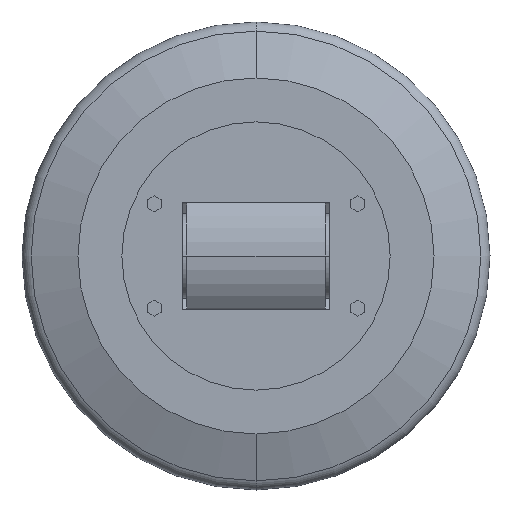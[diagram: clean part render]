
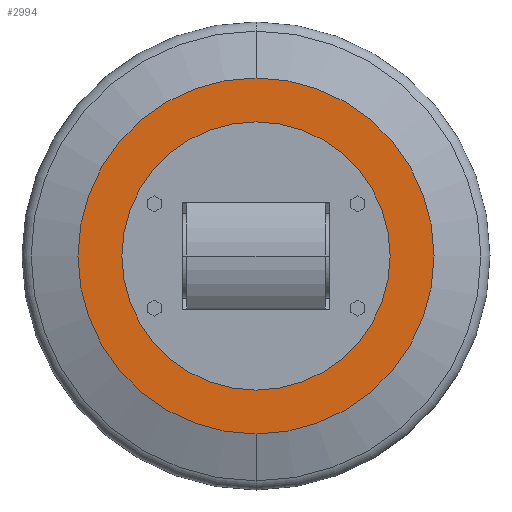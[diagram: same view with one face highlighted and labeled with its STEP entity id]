
A CAD part, left-side view. The second image highlights one B-rep face of the part: STEP entity #2994.
In plain terms, the highlighted planar face has unit normal (-1, 0, 0).
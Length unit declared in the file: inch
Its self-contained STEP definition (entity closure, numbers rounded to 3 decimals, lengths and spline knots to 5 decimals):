
#1 = DIRECTION ( 'NONE',  ( 1., 0., 0. ) ) ;
#79 = CARTESIAN_POINT ( 'NONE',  ( 0.1969, 0., 0. ) ) ;
#208 = FACE_BOUND ( 'NONE', #1242, .T. ) ;
#482 = FACE_OUTER_BOUND ( 'NONE', #836, .T. ) ;
#507 = ORIENTED_EDGE ( 'NONE', *, *, #2901, .F. ) ;
#736 = VERTEX_POINT ( 'NONE', #3540 ) ;
#823 = DIRECTION ( 'NONE',  ( 0., 0., 1. ) ) ;
#828 = AXIS2_PLACEMENT_3D ( 'NONE', #3444, #1146, #1471 ) ;
#836 = EDGE_LOOP ( 'NONE', ( #3561, #507 ) ) ;
#858 = DIRECTION ( 'NONE',  ( 1., 0., 0. ) ) ;
#943 = CIRCLE ( 'NONE', #2989, 1.14173 ) ;
#1146 = DIRECTION ( 'NONE',  ( 1., 0., 0. ) ) ;
#1206 = DIRECTION ( 'NONE',  ( 0., 0., 1. ) ) ;
#1242 = EDGE_LOOP ( 'NONE', ( #2891, #2665 ) ) ;
#1243 = CIRCLE ( 'NONE', #3247, 1.51575 ) ;
#1379 = CIRCLE ( 'NONE', #1664, 1.51575 ) ;
#1419 = EDGE_CURVE ( 'NONE', #2771, #3036, #3575, .T. ) ;
#1471 = DIRECTION ( 'NONE',  ( 0., 0., 1. ) ) ;
#1664 = AXIS2_PLACEMENT_3D ( 'NONE', #2740, #1964, #823 ) ;
#1763 = CARTESIAN_POINT ( 'NONE',  ( 0.1969, 0., -1.14173 ) ) ;
#1964 = DIRECTION ( 'NONE',  ( 1., 0., 0. ) ) ;
#2002 = DIRECTION ( 'NONE',  ( 0., 0., 1. ) ) ;
#2036 = AXIS2_PLACEMENT_3D ( 'NONE', #79, #2809, #1206 ) ;
#2256 = CARTESIAN_POINT ( 'NONE',  ( 0.1969, 0., 1.14173 ) ) ;
#2375 = VERTEX_POINT ( 'NONE', #2981 ) ;
#2665 = ORIENTED_EDGE ( 'NONE', *, *, #3028, .T. ) ;
#2740 = CARTESIAN_POINT ( 'NONE',  ( 0.1969, 0., 0. ) ) ;
#2771 = VERTEX_POINT ( 'NONE', #2256 ) ;
#2809 = DIRECTION ( 'NONE',  ( 1., 0., 0. ) ) ;
#2891 = ORIENTED_EDGE ( 'NONE', *, *, #1419, .T. ) ;
#2901 = EDGE_CURVE ( 'NONE', #736, #2375, #1379, .T. ) ;
#2981 = CARTESIAN_POINT ( 'NONE',  ( 0.1969, 0., 1.51575 ) ) ;
#2989 = AXIS2_PLACEMENT_3D ( 'NONE', #3414, #858, #3117 ) ;
#2994 = ADVANCED_FACE ( 'NONE', ( #482, #208 ), #3660, .F. ) ;
#3028 = EDGE_CURVE ( 'NONE', #3036, #2771, #943, .T. ) ;
#3036 = VERTEX_POINT ( 'NONE', #1763 ) ;
#3086 = CARTESIAN_POINT ( 'NONE',  ( 0.1969, 0., 0. ) ) ;
#3117 = DIRECTION ( 'NONE',  ( 0., 0., 1. ) ) ;
#3247 = AXIS2_PLACEMENT_3D ( 'NONE', #3086, #1, #2002 ) ;
#3414 = CARTESIAN_POINT ( 'NONE',  ( 0.1969, 0., 0. ) ) ;
#3444 = CARTESIAN_POINT ( 'NONE',  ( 0.1969, -1.14173, 0. ) ) ;
#3540 = CARTESIAN_POINT ( 'NONE',  ( 0.1969, 0., -1.51575 ) ) ;
#3561 = ORIENTED_EDGE ( 'NONE', *, *, #3643, .F. ) ;
#3575 = CIRCLE ( 'NONE', #2036, 1.14173 ) ;
#3643 = EDGE_CURVE ( 'NONE', #2375, #736, #1243, .T. ) ;
#3660 = PLANE ( 'NONE',  #828 ) ;
